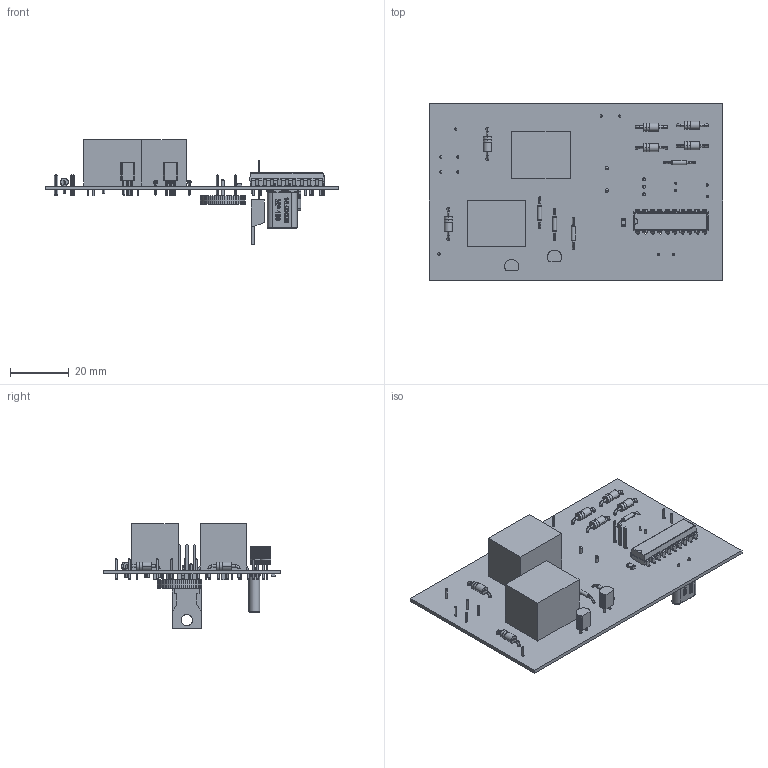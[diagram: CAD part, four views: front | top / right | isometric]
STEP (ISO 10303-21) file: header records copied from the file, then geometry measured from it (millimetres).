
FILE_DESCRIPTION(('PCB Model'),'2;1');
FILE_NAME('89c2051_DSN.STEP', '2015-07-23T12:27:55',('renjith'),('Unspecified'), 'Open CASCADE STEP processor 6.8','Proteus','Unknown');
FILE_SCHEMA(('CONFIG_CONTROL_DESIGN','SHAPE_APPEARANCE_LAYER_MIM'));
Length unit declared in the file: millimetre
Products named in the file (74): Open CASCADE STEP translator 6.8 1; Layer_1; TR1-IN; Open CASCADE STEP translator 6.8 1.2.1; Pin_1; TR1-OUT; TR2-IN; TR2-OUT; J1; J2; NEUTRAL; Open CASCADE STEP translator 6.8 1.8.1; Body_1; 1; 2; PHASE; Open CASCADE STEP translator 6.8 1.9.1; NOUT; POUT; U1; Open CASCADE STEP translator 6.8 1.12.1; X1; Open CASCADE STEP translator 6.8 1.13.1; C1; Open CASCADE STEP translator 6.8 1.14.1; Pin_2; C2; C4; R4; Open CASCADE STEP translator 6.8 1.17.1; Q1; Open CASCADE STEP translator 6.8 1.18.1; Pin_3; Q2; R1; R2; D1; Open CASCADE STEP translator 6.8 1.22.1; D2; Open CASCADE STEP translator 6.8 1.23.1 ...
Assembly tree (95 placements, depth 5):
  Open CASCADE STEP translator 6.8 1
    Layer_1
    TR1-IN
      Open CASCADE STEP translator 6.8 1.2.1
        Pin_1
    TR1-OUT
      Open CASCADE STEP translator 6.8 1.2.1
        Pin_1
    TR2-IN
      Open CASCADE STEP translator 6.8 1.2.1
        Pin_1
    TR2-OUT
      Open CASCADE STEP translator 6.8 1.2.1
        Pin_1
    J1
      Open CASCADE STEP translator 6.8 1.2.1
        Pin_1
    J2
      Open CASCADE STEP translator 6.8 1.2.1
        Pin_1
    NEUTRAL
      Open CASCADE STEP translator 6.8 1.8.1
        Body_1
          1
          2
    PHASE
      Open CASCADE STEP translator 6.8 1.9.1
        Body_1
          1
          2
    NOUT
      Open CASCADE STEP translator 6.8 1.2.1
        Pin_1
    POUT
      Open CASCADE STEP translator 6.8 1.2.1
        Pin_1
    U1
      Open CASCADE STEP translator 6.8 1.12.1
        Body_1
    X1
      Open CASCADE STEP translator 6.8 1.13.1
        Body_1
    C1
      Open CASCADE STEP translator 6.8 1.14.1
        Body_1
        Pin_1
        Pin_2
    C2
      Open CASCADE STEP translator 6.8 1.14.1
        Body_1
        Pin_1
        Pin_2
    C4
      Open CASCADE STEP translator 6.8 1.14.1
        Body_1
        Pin_1
        Pin_2
    R4
      Open CASCADE STEP translator 6.8 1.17.1
        Body_1
Bounding box: 100 x 60 x 35.67 mm (x, y, z)
Volume: 20202.3 mm3; surface area: 20049.6 mm2
Topology: 57 solids, 57 shells, 1396 faces, 3556 edges, 2237 vertices
Faces by surface type: plane 717, cylinder 403, torus 132, sphere 104, bspline 32, extrusion 8
Entity records: 40778 total; most frequent: CARTESIAN_POINT 7455, ORIENTED_EDGE 5114, DIRECTION 5042, EDGE_CURVE 2557, AXIS2_PLACEMENT_3D 1707, VERTEX_POINT 1691, VECTOR 1628, LINE 1626
